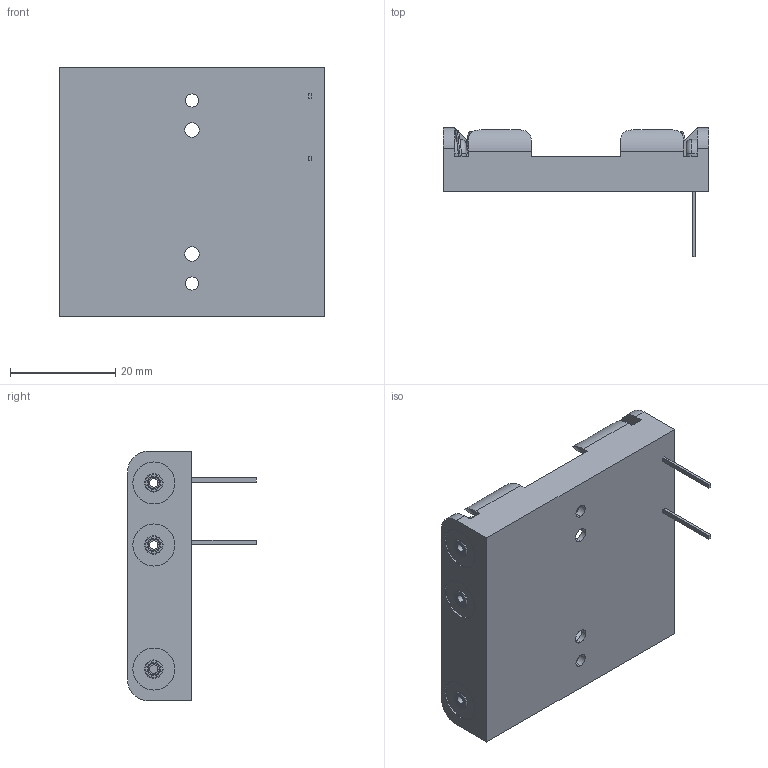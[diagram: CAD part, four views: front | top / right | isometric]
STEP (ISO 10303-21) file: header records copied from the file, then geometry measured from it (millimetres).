
FILE_DESCRIPTION (( 'STEP AP214' ), '1' );
FILE_NAME ('BC4AAAPC.STEP', '2020-10-12T20:26:05', ( '' ), ( '' ), 'SwSTEP 2.0', 'SolidWorks 2017', '' );
FILE_SCHEMA (( 'AUTOMOTIVE_DESIGN' ));
Length unit declared in the file: millimetre
Products named in the file (1): BC4AAAPC
Bounding box: 50.5 x 24.51 x 47.52 mm (x, y, z)
Volume: 7461.4 mm3; surface area: 11412.5 mm2
Topology: 11 solids, 11 shells, 575 faces, 1364 edges, 876 vertices
Faces by surface type: plane 295, cylinder 184, torus 72, bspline 24
Entity records: 21692 total; most frequent: CARTESIAN_POINT 7938, DIRECTION 2916, ORIENTED_EDGE 2728, EDGE_CURVE 1364, AXIS2_PLACEMENT_3D 1064, VERTEX_POINT 876, LINE 788, VECTOR 788
